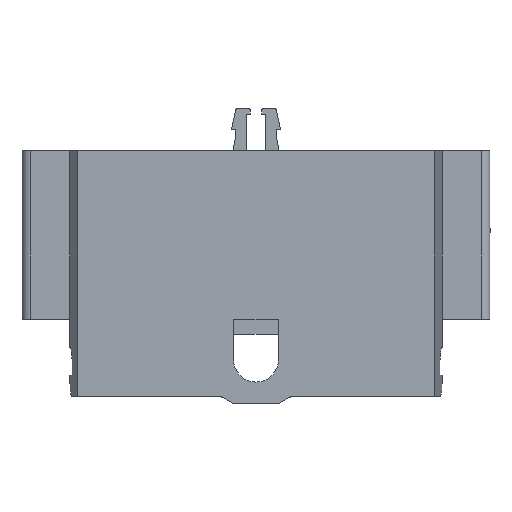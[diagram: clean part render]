
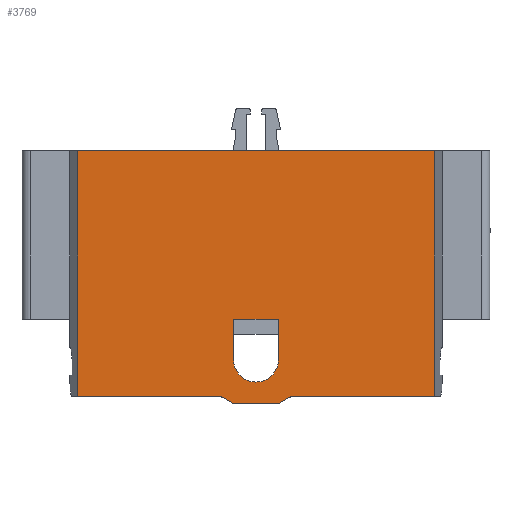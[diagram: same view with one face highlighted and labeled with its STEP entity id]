
A CAD part, front view. The second image highlights one B-rep face of the part: STEP entity #3769.
In plain terms, the highlighted planar face has unit normal (0, -1, 0).
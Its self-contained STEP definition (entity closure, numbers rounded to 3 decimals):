
#183=PLANE('',#4043);
#218=LINE('',#5090,#690);
#260=LINE('',#5189,#732);
#265=LINE('',#5198,#737);
#279=LINE('',#5231,#751);
#291=LINE('',#5256,#763);
#389=LINE('',#5509,#861);
#392=LINE('',#5516,#864);
#641=LINE('',#6062,#1113);
#643=LINE('',#6065,#1115);
#644=LINE('',#6067,#1116);
#645=LINE('',#6069,#1117);
#690=VECTOR('',#4094,1000.);
#732=VECTOR('',#4176,1000.);
#737=VECTOR('',#4183,1000.);
#751=VECTOR('',#4207,1000.);
#763=VECTOR('',#4225,1000.);
#861=VECTOR('',#4443,1000.);
#864=VECTOR('',#4448,1000.);
#1113=VECTOR('',#4963,1000.);
#1115=VECTOR('',#4967,1000.);
#1116=VECTOR('',#4968,1000.);
#1117=VECTOR('',#4969,1000.);
#2024=ORIENTED_EDGE('',*,*,#2448,.T.);
#2025=ORIENTED_EDGE('',*,*,#2727,.T.);
#2026=ORIENTED_EDGE('',*,*,#2445,.F.);
#2027=ORIENTED_EDGE('',*,*,#2290,.T.);
#2028=ORIENTED_EDGE('',*,*,#2295,.T.);
#2029=ORIENTED_EDGE('',*,*,#2242,.F.);
#2030=ORIENTED_EDGE('',*,*,#2311,.F.);
#2031=ORIENTED_EDGE('',*,*,#2323,.T.);
#2032=ORIENTED_EDGE('',*,*,#2729,.F.);
#2033=ORIENTED_EDGE('',*,*,#2730,.F.);
#2034=ORIENTED_EDGE('',*,*,#2731,.F.);
#2035=ORIENTED_EDGE('',*,*,#2456,.F.);
#2242=EDGE_CURVE('',#2780,#2781,#218,.T.);
#2290=EDGE_CURVE('',#2817,#2816,#260,.T.);
#2295=EDGE_CURVE('',#2816,#2781,#265,.T.);
#2311=EDGE_CURVE('',#2833,#2780,#279,.T.);
#2323=EDGE_CURVE('',#2833,#2843,#291,.T.);
#2445=EDGE_CURVE('',#2817,#2936,#389,.T.);
#2448=EDGE_CURVE('',#2843,#2941,#392,.T.);
#2456=EDGE_CURVE('',#2946,#2947,#3140,.T.);
#2727=EDGE_CURVE('',#2941,#2936,#641,.T.);
#2729=EDGE_CURVE('',#3106,#2946,#643,.T.);
#2730=EDGE_CURVE('',#3107,#3106,#644,.T.);
#2731=EDGE_CURVE('',#2947,#3107,#645,.T.);
#2780=VERTEX_POINT('',#5091);
#2781=VERTEX_POINT('',#5092);
#2816=VERTEX_POINT('',#5188);
#2817=VERTEX_POINT('',#5190);
#2833=VERTEX_POINT('',#5230);
#2843=VERTEX_POINT('',#5255);
#2936=VERTEX_POINT('',#5504);
#2941=VERTEX_POINT('',#5515);
#2946=VERTEX_POINT('',#5532);
#2947=VERTEX_POINT('',#5533);
#3106=VERTEX_POINT('',#6066);
#3107=VERTEX_POINT('',#6068);
#3140=CIRCLE('',#3913,1.6);
#3334=EDGE_LOOP('',(#2024,#2025,#2026,#2027,#2028,#2029,#2030,#2031));
#3335=EDGE_LOOP('',(#2032,#2033,#2034,#2035));
#3540=FACE_BOUND('',#3334,.T.);
#3541=FACE_BOUND('',#3335,.T.);
#3769=ADVANCED_FACE('',(#3540,#3541),#183,.T.);
#3913=AXIS2_PLACEMENT_3D('',#5531,#4462,#4463);
#4043=AXIS2_PLACEMENT_3D('',#6064,#4965,#4966);
#4094=DIRECTION('',(-1.,0.,0.));
#4176=DIRECTION('',(1.,0.,0.));
#4183=DIRECTION('',(0.867,0.,-0.498));
#4207=DIRECTION('',(-0.867,0.,-0.498));
#4225=DIRECTION('',(1.,0.,0.));
#4443=DIRECTION('',(0.,0.,1.));
#4448=DIRECTION('',(0.,0.,1.));
#4462=DIRECTION('',(0.,-1.,0.));
#4463=DIRECTION('',(1.,0.,0.));
#4963=DIRECTION('',(-1.,0.,0.));
#4965=DIRECTION('',(0.,-1.,0.));
#4966=DIRECTION('',(1.,0.,0.));
#4967=DIRECTION('',(0.,0.,-1.));
#4968=DIRECTION('',(-1.,0.,0.));
#4969=DIRECTION('',(0.,0.,1.));
#5090=CARTESIAN_POINT('',(-2.825,-11.5,-18.));
#5091=CARTESIAN_POINT('',(1.702,-11.5,-18.));
#5092=CARTESIAN_POINT('',(-1.702,-11.5,-18.));
#5188=CARTESIAN_POINT('',(-2.571,-11.5,-17.5));
#5189=CARTESIAN_POINT('',(-12.735,-11.5,-17.5));
#5190=CARTESIAN_POINT('',(-12.735,-11.5,-17.5));
#5198=CARTESIAN_POINT('',(-1.702,-11.5,-18.));
#5230=CARTESIAN_POINT('',(2.571,-11.5,-17.5));
#5231=CARTESIAN_POINT('',(1.702,-11.5,-18.));
#5255=CARTESIAN_POINT('',(12.735,-11.5,-17.5));
#5256=CARTESIAN_POINT('',(-12.735,-11.5,-17.5));
#5504=CARTESIAN_POINT('',(-12.735,-11.5,0.));
#5509=CARTESIAN_POINT('',(-12.735,-11.5,-17.5));
#5515=CARTESIAN_POINT('',(12.735,-11.5,0.));
#5516=CARTESIAN_POINT('',(12.735,-11.5,-17.5));
#5531=CARTESIAN_POINT('',(0.,-11.5,-14.9));
#5532=CARTESIAN_POINT('',(-1.6,-11.5,-14.9));
#5533=CARTESIAN_POINT('',(1.6,-11.5,-14.9));
#6062=CARTESIAN_POINT('',(-12.735,-11.5,0.));
#6064=CARTESIAN_POINT('',(-12.735,-11.5,-17.5));
#6065=CARTESIAN_POINT('',(-1.6,-11.5,-11.));
#6066=CARTESIAN_POINT('',(-1.6,-11.5,-12.));
#6067=CARTESIAN_POINT('',(-12.735,-11.5,-12.));
#6068=CARTESIAN_POINT('',(1.6,-11.5,-12.));
#6069=CARTESIAN_POINT('',(1.6,-11.5,-14.9));
